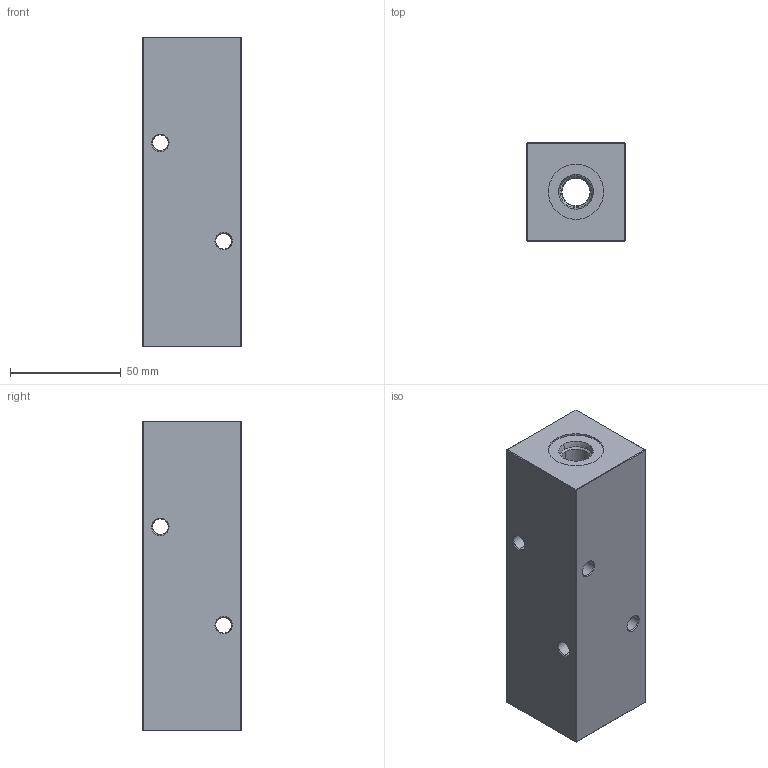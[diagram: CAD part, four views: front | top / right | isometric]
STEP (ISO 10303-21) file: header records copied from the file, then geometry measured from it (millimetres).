
FILE_DESCRIPTION (( 'STEP AP203' ), '1' );
FILE_NAME ('HM-3-90-S-6-2.STEP', '2020-11-09T14:19:12', ( '' ), ( '' ), 'SwSTEP 2.0', 'SolidWorks 2019', '' );
FILE_SCHEMA (( 'CONFIG_CONTROL_DESIGN' ));
Length unit declared in the file: inch
Products named in the file (1): HM-3-90-S-6-2
Bounding box: 44.45 x 44.45 x 139.7 mm (x, y, z)
Volume: 245850.6 mm3; surface area: 39111.8 mm2
Topology: 1 solids, 1 shells, 566 faces, 1447 edges, 928 vertices
Faces by surface type: plane 234, bspline 206, cone 64, cylinder 62
Entity records: 27232 total; most frequent: CARTESIAN_POINT 14808, ORIENTED_EDGE 2894, DIRECTION 1873, EDGE_CURVE 1447, VERTEX_POINT 928, VECTOR 851, LINE 851, EDGE_LOOP 637
